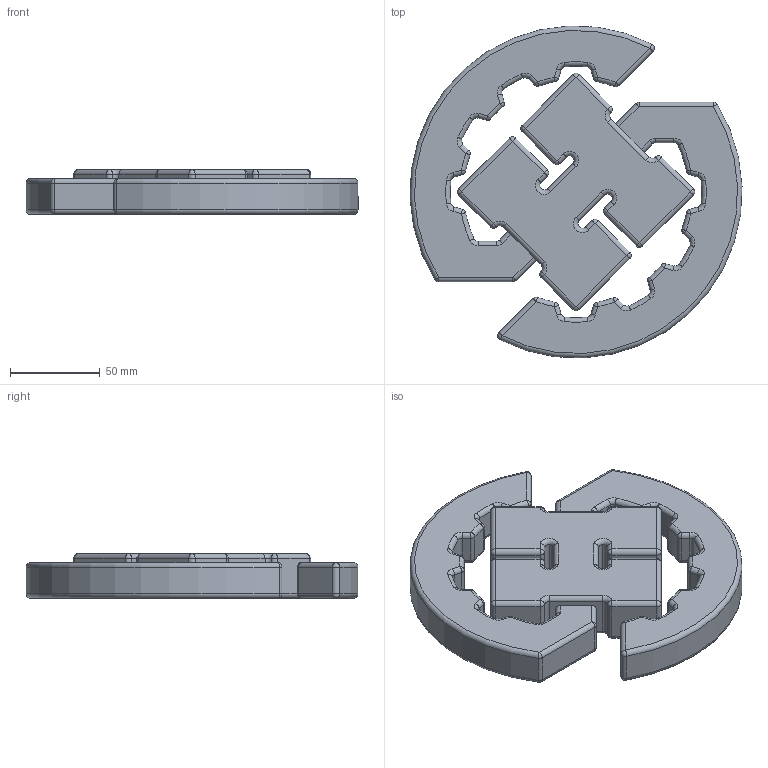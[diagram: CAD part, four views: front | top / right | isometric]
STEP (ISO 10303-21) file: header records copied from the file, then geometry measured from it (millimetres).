
FILE_DESCRIPTION(('CATIA V5 STEP Exchange'),'2;1');
FILE_NAME('CAD.stp','2013-05-30T21:43:14+00:00',('none'),('none'),'CATIA Version 5 Release 20 SP 1 (IN-10)','CATIA V5 STEP AP203','none');
FILE_SCHEMA(('CONFIG_CONTROL_DESIGN'));
Length unit declared in the file: millimetre
Products named in the file (1): Swindon Hackspace Logo
Bounding box: 184.88 x 184.81 x 25 mm (x, y, z)
Volume: 450630.8 mm3; surface area: 73604.7 mm2
Topology: 1 solids, 1 shells, 412 faces, 970 edges, 480 vertices
Faces by surface type: cylinder 186, torus 96, sphere 80, plane 50
Entity records: 10461 total; most frequent: CARTESIAN_POINT 1805, ORIENTED_EDGE 1780, DIRECTION 1666, AXIS2_PLACEMENT_3D 947, EDGE_CURVE 890, CIRCLE 556, VERTEX_POINT 480, ADVANCED_FACE 412
